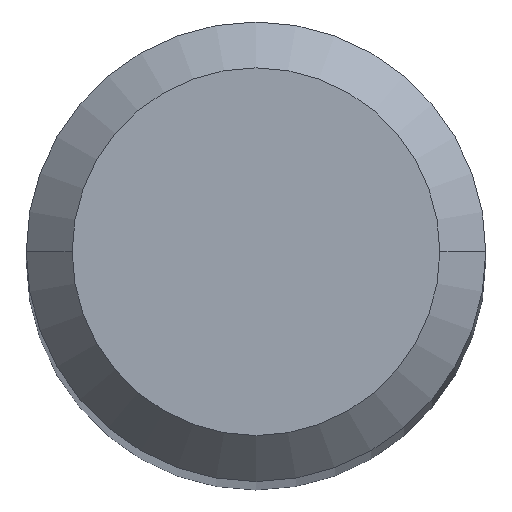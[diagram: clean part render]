
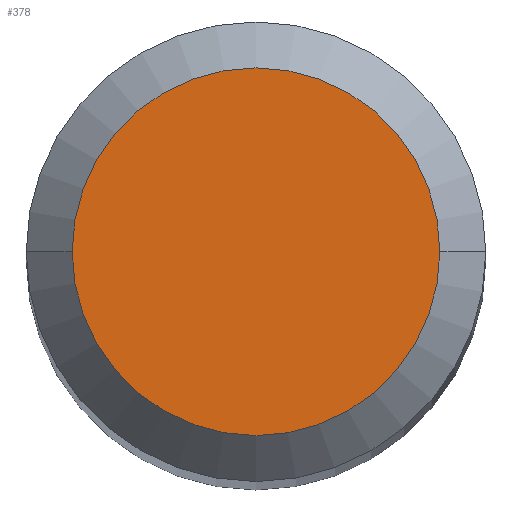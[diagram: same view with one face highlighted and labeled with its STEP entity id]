
A CAD part, top view. The second image highlights one B-rep face of the part: STEP entity #378.
In plain terms, the highlighted planar face has unit normal (0, 0, 1).
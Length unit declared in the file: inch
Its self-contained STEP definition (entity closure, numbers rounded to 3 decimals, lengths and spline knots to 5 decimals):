
#20 = AXIS2_PLACEMENT_3D ( 'NONE', #461, #122, #487 ) ;
#44 = PLANE ( 'NONE',  #20 ) ;
#72 = CARTESIAN_POINT ( 'NONE',  ( 0., 0., 0. ) ) ;
#74 = DIRECTION ( 'NONE',  ( 0., 0., 1. ) ) ;
#85 = DIRECTION ( 'NONE',  ( 1., 0., 0. ) ) ;
#122 = DIRECTION ( 'NONE',  ( 0., 0., -1. ) ) ;
#123 = VERTEX_POINT ( 'NONE', #480 ) ;
#125 = CIRCLE ( 'NONE', #131, 0.04724 ) ;
#131 = AXIS2_PLACEMENT_3D ( 'NONE', #237, #74, #354 ) ;
#198 = CARTESIAN_POINT ( 'NONE',  ( 0.04724, 0., 0. ) ) ;
#237 = CARTESIAN_POINT ( 'NONE',  ( 0., 0., 0. ) ) ;
#317 = AXIS2_PLACEMENT_3D ( 'NONE', #72, #429, #85 ) ;
#321 = EDGE_CURVE ( 'NONE', #123, #439, #125, .T. ) ;
#347 = FACE_OUTER_BOUND ( 'NONE', #385, .T. ) ;
#352 = ORIENTED_EDGE ( 'NONE', *, *, #398, .T. ) ;
#354 = DIRECTION ( 'NONE',  ( 1., 0., 0. ) ) ;
#378 = ADVANCED_FACE ( 'NONE', ( #347 ), #44, .F. ) ;
#385 = EDGE_LOOP ( 'NONE', ( #465, #352 ) ) ;
#386 = CIRCLE ( 'NONE', #317, 0.04724 ) ;
#398 = EDGE_CURVE ( 'NONE', #439, #123, #386, .T. ) ;
#429 = DIRECTION ( 'NONE',  ( 0., 0., 1. ) ) ;
#439 = VERTEX_POINT ( 'NONE', #198 ) ;
#461 = CARTESIAN_POINT ( 'NONE',  ( 0., 0., 0. ) ) ;
#465 = ORIENTED_EDGE ( 'NONE', *, *, #321, .T. ) ;
#480 = CARTESIAN_POINT ( 'NONE',  ( -0.04724, 0., 0. ) ) ;
#487 = DIRECTION ( 'NONE',  ( -1., 0., 0. ) ) ;
